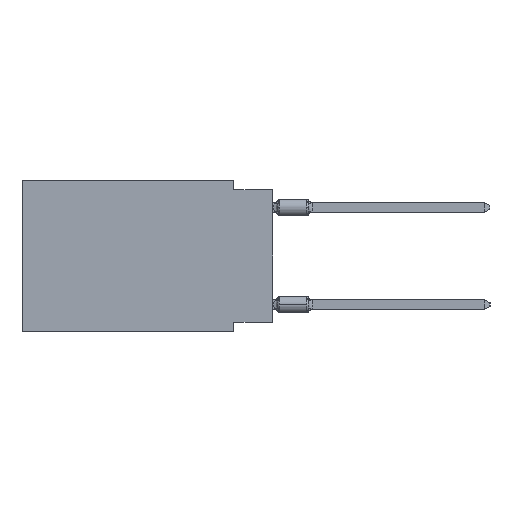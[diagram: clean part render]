
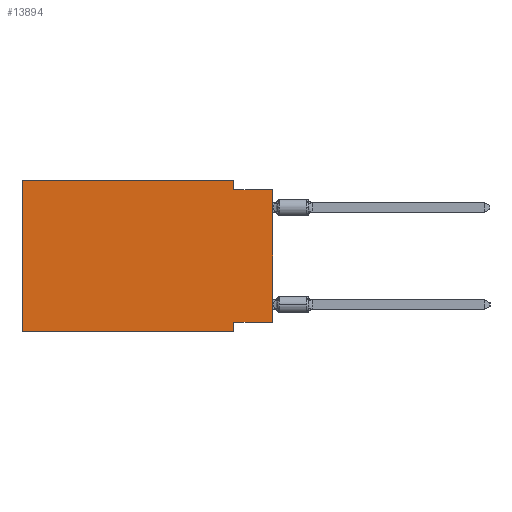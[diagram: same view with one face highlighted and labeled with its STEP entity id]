
A CAD part, left-side view. The second image highlights one B-rep face of the part: STEP entity #13894.
In plain terms, the highlighted planar face has unit normal (-1, 0, 0).
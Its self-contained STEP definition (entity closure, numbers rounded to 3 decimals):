
#23 = DIRECTION ( 'NONE',  ( 1., 0., 0. ) ) ;
#715 = CARTESIAN_POINT ( 'NONE',  ( 0., 0., -9.271 ) ) ;
#822 = ORIENTED_EDGE ( 'NONE', *, *, #11743, .F. ) ;
#1292 = LINE ( 'NONE', #27328, #8394 ) ;
#1464 = EDGE_CURVE ( 'NONE', #10614, #29830, #6505, .T. ) ;
#1499 = CARTESIAN_POINT ( 'NONE',  ( 0., 16.383, 0. ) ) ;
#1708 = VECTOR ( 'NONE', #19066, 1000. ) ;
#1973 = DIRECTION ( 'NONE',  ( 0., -1., 0. ) ) ;
#3020 = VECTOR ( 'NONE', #6245, 1000. ) ;
#3429 = AXIS2_PLACEMENT_3D ( 'NONE', #26513, #23, #28892 ) ;
#4005 = EDGE_CURVE ( 'NONE', #31001, #29441, #4753, .T. ) ;
#4753 = LINE ( 'NONE', #6801, #30447 ) ;
#4777 = CARTESIAN_POINT ( 'NONE',  ( 0., 2.54, -9.906 ) ) ;
#5785 = LINE ( 'NONE', #20418, #27003 ) ;
#5841 = ORIENTED_EDGE ( 'NONE', *, *, #16228, .T. ) ;
#5937 = DIRECTION ( 'NONE',  ( 0., 0., -1. ) ) ;
#6042 = ORIENTED_EDGE ( 'NONE', *, *, #1464, .T. ) ;
#6245 = DIRECTION ( 'NONE',  ( 0., 0., 1. ) ) ;
#6356 = CARTESIAN_POINT ( 'NONE',  ( 0., 2.54, 0. ) ) ;
#6505 = LINE ( 'NONE', #18143, #10103 ) ;
#6554 = CARTESIAN_POINT ( 'NONE',  ( 0., 0., -0.635 ) ) ;
#6801 = CARTESIAN_POINT ( 'NONE',  ( 0., 0., -0.635 ) ) ;
#8004 = EDGE_CURVE ( 'NONE', #10614, #11233, #1292, .T. ) ;
#8394 = VECTOR ( 'NONE', #10261, 1000. ) ;
#8569 = CARTESIAN_POINT ( 'NONE',  ( 0., 2.54, -9.271 ) ) ;
#8626 = EDGE_CURVE ( 'NONE', #28003, #23627, #26308, .T. ) ;
#9254 = DIRECTION ( 'NONE',  ( 0., 1., 0. ) ) ;
#10103 = VECTOR ( 'NONE', #11378, 1000. ) ;
#10261 = DIRECTION ( 'NONE',  ( 0., 0., 1. ) ) ;
#10614 = VERTEX_POINT ( 'NONE', #28490 ) ;
#11233 = VERTEX_POINT ( 'NONE', #21778 ) ;
#11378 = DIRECTION ( 'NONE',  ( 0., -1., 0. ) ) ;
#11743 = EDGE_CURVE ( 'NONE', #17987, #31001, #5785, .T. ) ;
#11839 = CARTESIAN_POINT ( 'NONE',  ( 0., 2.54, -9.906 ) ) ;
#12988 = EDGE_LOOP ( 'NONE', ( #5841, #26710, #822, #30024, #26020, #6042, #13058, #21474 ) ) ;
#13058 = ORIENTED_EDGE ( 'NONE', *, *, #21396, .F. ) ;
#13066 = VECTOR ( 'NONE', #1973, 1000. ) ;
#13879 = DIRECTION ( 'NONE',  ( 0., -1., 0. ) ) ;
#13894 = ADVANCED_FACE ( 'NONE', ( #16862 ), #28739, .F. ) ;
#16228 = EDGE_CURVE ( 'NONE', #28003, #29441, #30083, .T. ) ;
#16862 = FACE_OUTER_BOUND ( 'NONE', #12988, .T. ) ;
#17987 = VERTEX_POINT ( 'NONE', #6356 ) ;
#18143 = CARTESIAN_POINT ( 'NONE',  ( 0., 16.383, -9.906 ) ) ;
#19066 = DIRECTION ( 'NONE',  ( 0., 0., -1. ) ) ;
#19323 = CARTESIAN_POINT ( 'NONE',  ( 0., 0., -9.271 ) ) ;
#20418 = CARTESIAN_POINT ( 'NONE',  ( 0., 2.54, 0. ) ) ;
#21396 = EDGE_CURVE ( 'NONE', #23627, #29830, #26210, .T. ) ;
#21474 = ORIENTED_EDGE ( 'NONE', *, *, #8626, .F. ) ;
#21778 = CARTESIAN_POINT ( 'NONE',  ( 0., 16.383, 0. ) ) ;
#22097 = VECTOR ( 'NONE', #9254, 1000. ) ;
#22774 = CARTESIAN_POINT ( 'NONE',  ( 0., 0., 0. ) ) ;
#23627 = VERTEX_POINT ( 'NONE', #8569 ) ;
#23734 = EDGE_CURVE ( 'NONE', #11233, #17987, #30528, .T. ) ;
#25329 = CARTESIAN_POINT ( 'NONE',  ( 0., 2.54, -0.635 ) ) ;
#26020 = ORIENTED_EDGE ( 'NONE', *, *, #8004, .F. ) ;
#26210 = LINE ( 'NONE', #11839, #1708 ) ;
#26308 = LINE ( 'NONE', #19323, #22097 ) ;
#26513 = CARTESIAN_POINT ( 'NONE',  ( 0., 16.383, 0. ) ) ;
#26710 = ORIENTED_EDGE ( 'NONE', *, *, #4005, .F. ) ;
#27003 = VECTOR ( 'NONE', #5937, 1000. ) ;
#27328 = CARTESIAN_POINT ( 'NONE',  ( 0., 16.383, 0. ) ) ;
#28003 = VERTEX_POINT ( 'NONE', #715 ) ;
#28490 = CARTESIAN_POINT ( 'NONE',  ( 0., 16.383, -9.906 ) ) ;
#28739 = PLANE ( 'NONE',  #3429 ) ;
#28892 = DIRECTION ( 'NONE',  ( 0., 0., -1. ) ) ;
#29441 = VERTEX_POINT ( 'NONE', #6554 ) ;
#29830 = VERTEX_POINT ( 'NONE', #4777 ) ;
#30024 = ORIENTED_EDGE ( 'NONE', *, *, #23734, .F. ) ;
#30083 = LINE ( 'NONE', #22774, #3020 ) ;
#30447 = VECTOR ( 'NONE', #13879, 1000. ) ;
#30528 = LINE ( 'NONE', #1499, #13066 ) ;
#31001 = VERTEX_POINT ( 'NONE', #25329 ) ;
